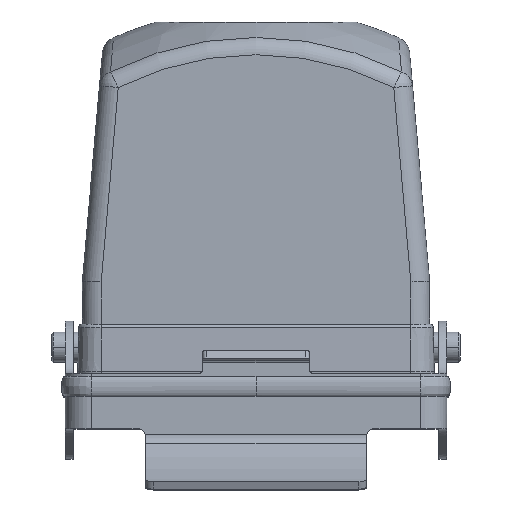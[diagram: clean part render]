
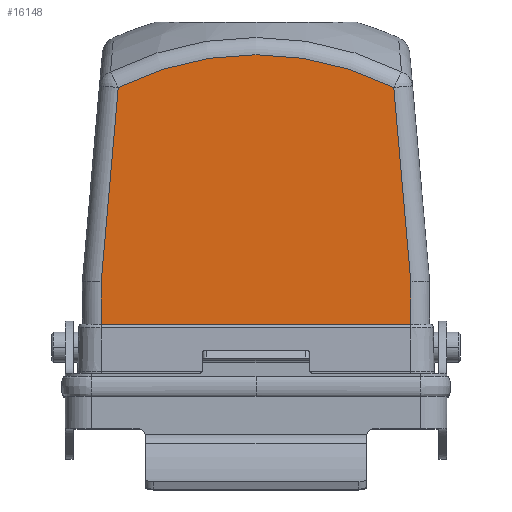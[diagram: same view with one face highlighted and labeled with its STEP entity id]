
A CAD part, top view. The second image highlights one B-rep face of the part: STEP entity #16148.
In plain terms, the highlighted planar face has unit normal (0, 0, 1).
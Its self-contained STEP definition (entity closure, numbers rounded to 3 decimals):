
#1218 = DIRECTION ( 'NONE',  ( -1., 0., 0. ) ) ;
#1248 = VERTEX_POINT ( 'NONE', #9997 ) ;
#2018 = AXIS2_PLACEMENT_3D ( 'NONE', #17572, #9405, #1218 ) ;
#2248 = CARTESIAN_POINT ( 'NONE',  ( -46.05, 0., 40.75 ) ) ;
#2565 = ORIENTED_EDGE ( 'NONE', *, *, #6155, .T. ) ;
#2906 = DIRECTION ( 'NONE',  ( -0.087, -0.996, 0. ) ) ;
#3044 = EDGE_CURVE ( 'NONE', #11986, #1248, #8687, .T. ) ;
#3322 = VECTOR ( 'NONE', #5694, 1000. ) ;
#3634 = DIRECTION ( 'NONE',  ( 0., 0., -1. ) ) ;
#4012 = CIRCLE ( 'NONE', #2018, 81.219 ) ;
#4195 = CARTESIAN_POINT ( 'NONE',  ( 41.05, 0., 40.75 ) ) ;
#5694 = DIRECTION ( 'NONE',  ( -1., 0., 0. ) ) ;
#6155 = EDGE_CURVE ( 'NONE', #16056, #11476, #6161, .T. ) ;
#6161 = LINE ( 'NONE', #11111, #9352 ) ;
#6954 = DIRECTION ( 'NONE',  ( 0., 1., 0. ) ) ;
#6965 = LINE ( 'NONE', #13904, #3322 ) ;
#7531 = ORIENTED_EDGE ( 'NONE', *, *, #16327, .T. ) ;
#8687 = LINE ( 'NONE', #4195, #15946 ) ;
#8796 = AXIS2_PLACEMENT_3D ( 'NONE', #2248, #3634, #13189 ) ;
#8906 = CARTESIAN_POINT ( 'NONE',  ( -36.536, 75.372, 40.75 ) ) ;
#8974 = ORIENTED_EDGE ( 'NONE', *, *, #13225, .F. ) ;
#9071 = CARTESIAN_POINT ( 'NONE',  ( -41.05, 12.6, 40.75 ) ) ;
#9352 = VECTOR ( 'NONE', #2906, 1000. ) ;
#9405 = DIRECTION ( 'NONE',  ( 0., 0., 1. ) ) ;
#9432 = CARTESIAN_POINT ( 'NONE',  ( 36.536, 75.372, 40.75 ) ) ;
#9690 = EDGE_CURVE ( 'NONE', #1248, #13919, #14900, .T. ) ;
#9997 = CARTESIAN_POINT ( 'NONE',  ( 41.05, 23.782, 40.75 ) ) ;
#10449 = PLANE ( 'NONE',  #8796 ) ;
#10469 = CARTESIAN_POINT ( 'NONE',  ( -41.05, 0., 40.75 ) ) ;
#10759 = VERTEX_POINT ( 'NONE', #9071 ) ;
#11090 = CARTESIAN_POINT ( 'NONE',  ( 42.453, 7.743, 40.75 ) ) ;
#11111 = CARTESIAN_POINT ( 'NONE',  ( -43.153, -0.253, 40.75 ) ) ;
#11291 = VECTOR ( 'NONE', #13833, 1000. ) ;
#11476 = VERTEX_POINT ( 'NONE', #16247 ) ;
#11787 = ORIENTED_EDGE ( 'NONE', *, *, #3044, .T. ) ;
#11986 = VERTEX_POINT ( 'NONE', #13870 ) ;
#12002 = ORIENTED_EDGE ( 'NONE', *, *, #15622, .T. ) ;
#12606 = VECTOR ( 'NONE', #17238, 1000. ) ;
#13029 = LINE ( 'NONE', #10469, #12606 ) ;
#13189 = DIRECTION ( 'NONE',  ( -1., 0., 0. ) ) ;
#13225 = EDGE_CURVE ( 'NONE', #11986, #10759, #6965, .T. ) ;
#13285 = EDGE_LOOP ( 'NONE', ( #8974, #11787, #15703, #7531, #2565, #12002 ) ) ;
#13417 = FACE_OUTER_BOUND ( 'NONE', #13285, .T. ) ;
#13833 = DIRECTION ( 'NONE',  ( -0.087, 0.996, 0. ) ) ;
#13870 = CARTESIAN_POINT ( 'NONE',  ( 41.05, 12.6, 40.75 ) ) ;
#13904 = CARTESIAN_POINT ( 'NONE',  ( -46.05, 12.6, 40.75 ) ) ;
#13919 = VERTEX_POINT ( 'NONE', #9432 ) ;
#14900 = LINE ( 'NONE', #11090, #11291 ) ;
#15622 = EDGE_CURVE ( 'NONE', #11476, #10759, #13029, .T. ) ;
#15703 = ORIENTED_EDGE ( 'NONE', *, *, #9690, .T. ) ;
#15946 = VECTOR ( 'NONE', #6954, 1000. ) ;
#16056 = VERTEX_POINT ( 'NONE', #8906 ) ;
#16148 = ADVANCED_FACE ( 'NONE', ( #13417 ), #10449, .F. ) ;
#16247 = CARTESIAN_POINT ( 'NONE',  ( -41.05, 23.782, 40.75 ) ) ;
#16327 = EDGE_CURVE ( 'NONE', #13919, #16056, #4012, .T. ) ;
#17238 = DIRECTION ( 'NONE',  ( 0., -1., 0. ) ) ;
#17572 = CARTESIAN_POINT ( 'NONE',  ( 0., 2.835, 40.75 ) ) ;
